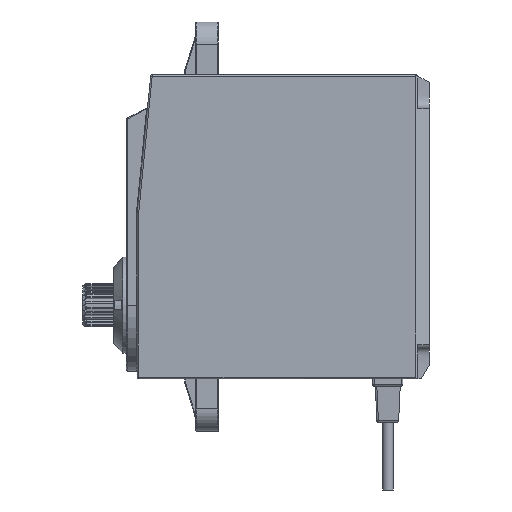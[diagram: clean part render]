
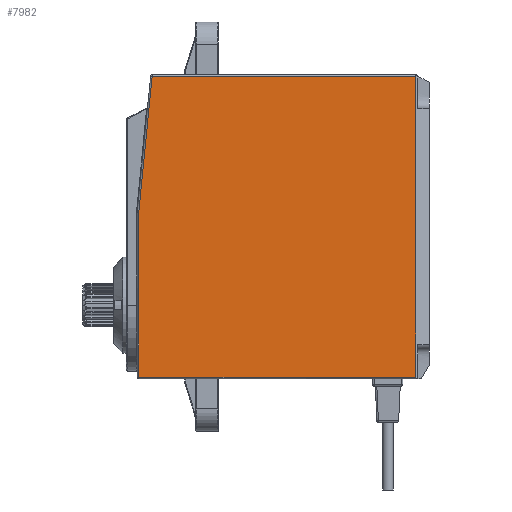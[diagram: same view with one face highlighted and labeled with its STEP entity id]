
A CAD part, left-side view. The second image highlights one B-rep face of the part: STEP entity #7982.
In plain terms, the highlighted planar face has unit normal (-1, 0, 0).
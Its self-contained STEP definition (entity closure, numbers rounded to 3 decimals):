
#227=PLANE('',#8574);
#791=FACE_OUTER_BOUND('',#1236,.T.);
#1236=EDGE_LOOP('',(#5416,#5417,#5418,#5419,#5420));
#1831=LINE('',#12435,#2565);
#1832=LINE('',#12437,#2566);
#1833=LINE('',#12439,#2567);
#1834=LINE('',#12441,#2568);
#1835=LINE('',#12442,#2569);
#2565=VECTOR('',#9669,36.8);
#2566=VECTOR('',#9670,40.);
#2567=VECTOR('',#9671,35.019);
#2568=VECTOR('',#9672,18.197);
#2569=VECTOR('',#9673,21.89);
#3444=VERTEX_POINT('',#12433);
#3445=VERTEX_POINT('',#12434);
#3446=VERTEX_POINT('',#12436);
#3447=VERTEX_POINT('',#12438);
#3448=VERTEX_POINT('',#12440);
#4216=EDGE_CURVE('',#3444,#3445,#1831,.T.);
#4217=EDGE_CURVE('',#3445,#3446,#1832,.T.);
#4218=EDGE_CURVE('',#3446,#3447,#1833,.F.);
#4219=EDGE_CURVE('',#3447,#3448,#1834,.F.);
#4220=EDGE_CURVE('',#3448,#3444,#1835,.T.);
#5416=ORIENTED_EDGE('',*,*,#4216,.T.);
#5417=ORIENTED_EDGE('',*,*,#4217,.T.);
#5418=ORIENTED_EDGE('',*,*,#4218,.T.);
#5419=ORIENTED_EDGE('',*,*,#4219,.T.);
#5420=ORIENTED_EDGE('',*,*,#4220,.T.);
#7982=ADVANCED_FACE('',(#791),#227,.F.);
#8574=AXIS2_PLACEMENT_3D('',#12432,#9667,#9668);
#9667=DIRECTION('center_axis',(1.,0.,0.));
#9668=DIRECTION('ref_axis',(0.,0.,-1.));
#9669=DIRECTION('',(0.,-1.,0.));
#9670=DIRECTION('',(0.,0.,1.));
#9671=DIRECTION('',(0.,-1.,0.));
#9672=DIRECTION('',(0.,-0.098,0.995));
#9673=DIRECTION('',(0.,0.,-1.));
#12432=CARTESIAN_POINT('Origin',(0.,0.,0.));
#12433=CARTESIAN_POINT('',(0.,19.2,-20.));
#12434=CARTESIAN_POINT('',(0.,-17.6,-20.));
#12435=CARTESIAN_POINT('',(0.,19.2,-20.));
#12436=CARTESIAN_POINT('',(0.,-17.6,20.));
#12437=CARTESIAN_POINT('',(0.,-17.6,-20.));
#12438=CARTESIAN_POINT('',(0.,17.419,20.));
#12439=CARTESIAN_POINT('',(0.,17.419,20.));
#12440=CARTESIAN_POINT('',(0.,19.2,1.89));
#12441=CARTESIAN_POINT('',(0.,19.2,1.89));
#12442=CARTESIAN_POINT('',(0.,19.2,1.89));
